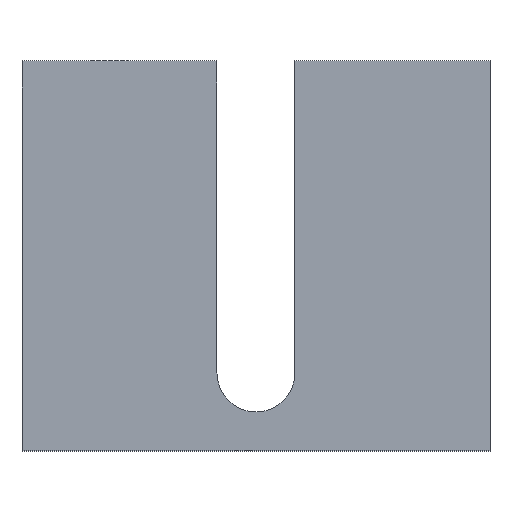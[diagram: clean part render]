
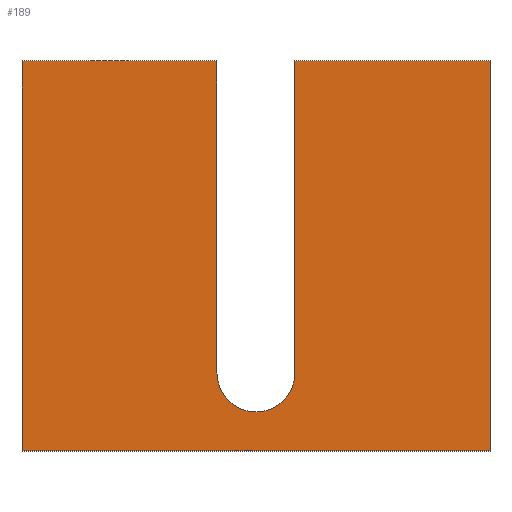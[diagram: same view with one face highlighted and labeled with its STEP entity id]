
A CAD part, top view. The second image highlights one B-rep face of the part: STEP entity #189.
In plain terms, the highlighted planar face has unit normal (0, 0, 1).
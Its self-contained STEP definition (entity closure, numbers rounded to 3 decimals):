
#26=FACE_OUTER_BOUND('',#36,.T.);
#36=EDGE_LOOP('',(#163,#164,#165,#166,#167,#168,#169,#170));
#38=CIRCLE('',#219,5.);
#46=LINE('',#294,#68);
#49=LINE('',#299,#71);
#51=LINE('',#303,#73);
#54=LINE('',#311,#76);
#56=LINE('',#315,#78);
#58=LINE('',#319,#80);
#60=LINE('',#322,#82);
#68=VECTOR('',#240,10.);
#71=VECTOR('',#245,10.);
#73=VECTOR('',#249,10.);
#76=VECTOR('',#258,10.);
#78=VECTOR('',#262,10.);
#80=VECTOR('',#266,10.);
#82=VECTOR('',#270,10.);
#91=VERTEX_POINT('',#292);
#92=VERTEX_POINT('',#293);
#93=VERTEX_POINT('',#298);
#94=VERTEX_POINT('',#302);
#95=VERTEX_POINT('',#306);
#96=VERTEX_POINT('',#310);
#97=VERTEX_POINT('',#314);
#98=VERTEX_POINT('',#318);
#107=EDGE_CURVE('',#91,#92,#46,.T.);
#110=EDGE_CURVE('',#92,#93,#49,.T.);
#112=EDGE_CURVE('',#93,#94,#51,.T.);
#114=EDGE_CURVE('',#94,#95,#38,.T.);
#116=EDGE_CURVE('',#95,#96,#54,.T.);
#118=EDGE_CURVE('',#96,#97,#56,.T.);
#120=EDGE_CURVE('',#97,#98,#58,.T.);
#122=EDGE_CURVE('',#98,#91,#60,.T.);
#163=ORIENTED_EDGE('',*,*,#107,.F.);
#164=ORIENTED_EDGE('',*,*,#122,.F.);
#165=ORIENTED_EDGE('',*,*,#120,.F.);
#166=ORIENTED_EDGE('',*,*,#118,.F.);
#167=ORIENTED_EDGE('',*,*,#116,.F.);
#168=ORIENTED_EDGE('',*,*,#114,.F.);
#169=ORIENTED_EDGE('',*,*,#112,.F.);
#170=ORIENTED_EDGE('',*,*,#110,.F.);
#179=PLANE('',#224);
#189=ADVANCED_FACE('',(#26),#179,.T.);
#219=AXIS2_PLACEMENT_3D('',#307,#253,#254);
#224=AXIS2_PLACEMENT_3D('',#323,#271,#272);
#240=DIRECTION('',(0.,1.,0.));
#245=DIRECTION('',(1.,0.,0.));
#249=DIRECTION('',(0.,-1.,0.));
#253=DIRECTION('center_axis',(0.,0.,1.));
#254=DIRECTION('ref_axis',(0.,1.,0.));
#258=DIRECTION('',(0.,1.,0.));
#262=DIRECTION('',(1.,0.,0.));
#266=DIRECTION('',(0.,-1.,0.));
#270=DIRECTION('',(-1.,0.,0.));
#271=DIRECTION('center_axis',(0.,0.,1.));
#272=DIRECTION('ref_axis',(1.,0.,0.));
#292=CARTESIAN_POINT('',(-30.,-25.,5.));
#293=CARTESIAN_POINT('',(-30.,25.,5.));
#294=CARTESIAN_POINT('',(-30.,25.,5.));
#298=CARTESIAN_POINT('',(-5.,25.,5.));
#299=CARTESIAN_POINT('',(-5.,25.,5.));
#302=CARTESIAN_POINT('',(-5.,-15.,5.));
#303=CARTESIAN_POINT('',(-5.,-15.,5.));
#306=CARTESIAN_POINT('',(5.,-15.,5.));
#307=CARTESIAN_POINT('Origin',(0.,-15.,5.));
#310=CARTESIAN_POINT('',(5.,25.,5.));
#311=CARTESIAN_POINT('',(5.,25.,5.));
#314=CARTESIAN_POINT('',(30.,25.,5.));
#315=CARTESIAN_POINT('',(30.,25.,5.));
#318=CARTESIAN_POINT('',(30.,-25.,5.));
#319=CARTESIAN_POINT('',(30.,-25.,5.));
#322=CARTESIAN_POINT('',(-30.,-25.,5.));
#323=CARTESIAN_POINT('Origin',(0.,-0.44,5.));
